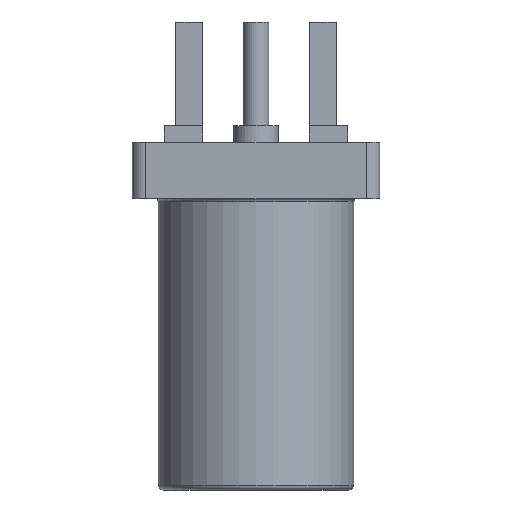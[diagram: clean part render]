
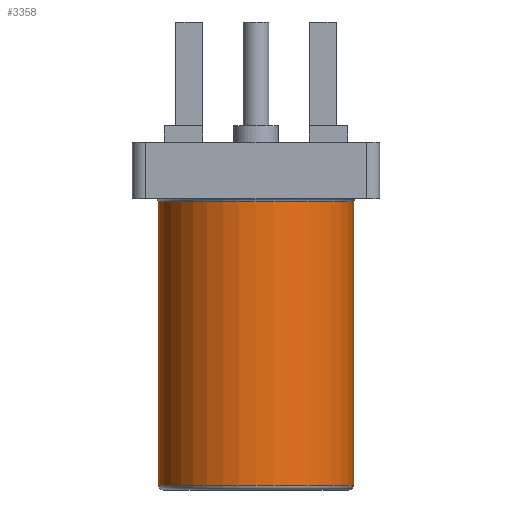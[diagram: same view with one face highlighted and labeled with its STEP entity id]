
A CAD part, front view. The second image highlights one B-rep face of the part: STEP entity #3358.
In plain terms, the highlighted cylindrical face has radius 3.708 mm (diameter 7.417 mm), a partial arc.
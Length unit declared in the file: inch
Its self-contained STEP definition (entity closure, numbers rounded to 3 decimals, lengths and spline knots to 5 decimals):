
#269 = VECTOR ( 'NONE', #2795, 39.37008 ) ;
#363 = EDGE_CURVE ( 'NONE', #3437, #3280, #1579, .T. ) ;
#498 = VERTEX_POINT ( 'NONE', #2772 ) ;
#631 = DIRECTION ( 'NONE',  ( 0., 0., 1. ) ) ;
#645 = CARTESIAN_POINT ( 'NONE',  ( 0., 0., -0.513 ) ) ;
#668 = AXIS2_PLACEMENT_3D ( 'NONE', #645, #631, #1698 ) ;
#698 = CARTESIAN_POINT ( 'NONE',  ( -0.146, 0., -0.513 ) ) ;
#749 = CARTESIAN_POINT ( 'NONE',  ( 0.146, 0., -0.089 ) ) ;
#814 = VERTEX_POINT ( 'NONE', #698 ) ;
#966 = CIRCLE ( 'NONE', #2069, 0.146 ) ;
#1008 = CIRCLE ( 'NONE', #668, 0.146 ) ;
#1149 = ORIENTED_EDGE ( 'NONE', *, *, #1490, .F. ) ;
#1275 = DIRECTION ( 'NONE',  ( 0., 0., 1. ) ) ;
#1490 = EDGE_CURVE ( 'NONE', #814, #498, #3071, .T. ) ;
#1579 = LINE ( 'NONE', #3501, #1870 ) ;
#1698 = DIRECTION ( 'NONE',  ( -1., 0., 0. ) ) ;
#1763 = EDGE_LOOP ( 'NONE', ( #1149, #2706, #2006, #3301 ) ) ;
#1870 = VECTOR ( 'NONE', #2144, 39.37008 ) ;
#2006 = ORIENTED_EDGE ( 'NONE', *, *, #363, .T. ) ;
#2069 = AXIS2_PLACEMENT_3D ( 'NONE', #2092, #2926, #3480 ) ;
#2092 = CARTESIAN_POINT ( 'NONE',  ( 0., 0., -0.089 ) ) ;
#2144 = DIRECTION ( 'NONE',  ( 0., 0., 1. ) ) ;
#2245 = CYLINDRICAL_SURFACE ( 'NONE', #2751, 0.146 ) ;
#2503 = CARTESIAN_POINT ( 'NONE',  ( -0.146, 0., -0.52 ) ) ;
#2630 = CARTESIAN_POINT ( 'NONE',  ( 0., 0., -0.52 ) ) ;
#2673 = FACE_OUTER_BOUND ( 'NONE', #1763, .T. ) ;
#2706 = ORIENTED_EDGE ( 'NONE', *, *, #3002, .T. ) ;
#2751 = AXIS2_PLACEMENT_3D ( 'NONE', #2630, #1275, #2903 ) ;
#2772 = CARTESIAN_POINT ( 'NONE',  ( -0.146, 0., -0.089 ) ) ;
#2795 = DIRECTION ( 'NONE',  ( 0., 0., 1. ) ) ;
#2903 = DIRECTION ( 'NONE',  ( 1., 0., 0. ) ) ;
#2926 = DIRECTION ( 'NONE',  ( 0., 0., -1. ) ) ;
#2959 = CARTESIAN_POINT ( 'NONE',  ( 0.146, 0., -0.513 ) ) ;
#3002 = EDGE_CURVE ( 'NONE', #814, #3437, #1008, .T. ) ;
#3071 = LINE ( 'NONE', #2503, #269 ) ;
#3244 = EDGE_CURVE ( 'NONE', #3280, #498, #966, .T. ) ;
#3280 = VERTEX_POINT ( 'NONE', #749 ) ;
#3301 = ORIENTED_EDGE ( 'NONE', *, *, #3244, .T. ) ;
#3358 = ADVANCED_FACE ( 'NONE', ( #2673 ), #2245, .T. ) ;
#3437 = VERTEX_POINT ( 'NONE', #2959 ) ;
#3480 = DIRECTION ( 'NONE',  ( -1., 0., 0. ) ) ;
#3501 = CARTESIAN_POINT ( 'NONE',  ( 0.146, 0., -0.52 ) ) ;
